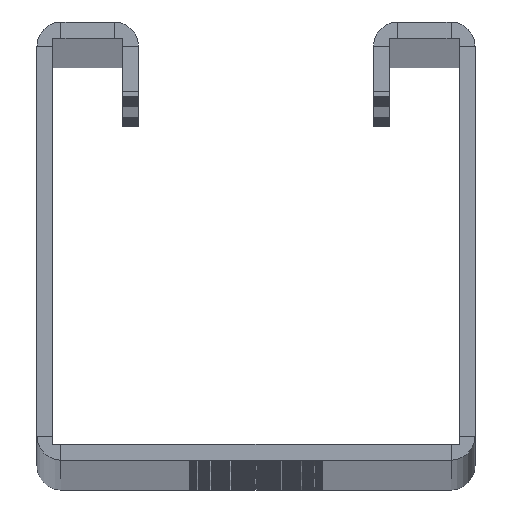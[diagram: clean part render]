
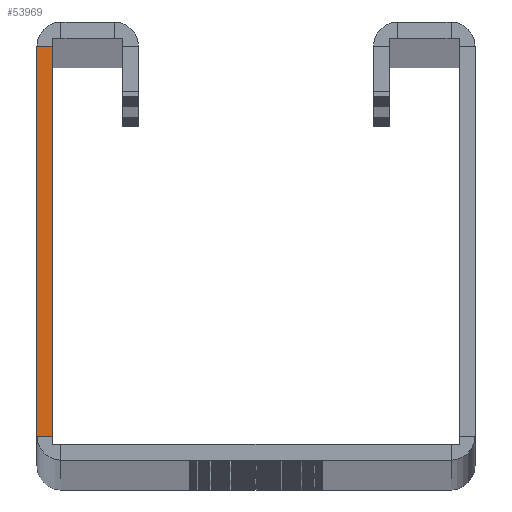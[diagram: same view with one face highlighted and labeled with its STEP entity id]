
A CAD part, top view. The second image highlights one B-rep face of the part: STEP entity #53969.
In plain terms, the highlighted planar face has unit normal (0, 0, 1).
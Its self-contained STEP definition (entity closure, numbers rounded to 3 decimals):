
#53 = CARTESIAN_POINT ( 'NONE',  ( -19., 38.75, 0. ) ) ;
#2172 = EDGE_CURVE ( 'NONE', #10476, #47100, #20350, .T. ) ;
#7677 = EDGE_CURVE ( 'NONE', #61952, #17964, #46420, .T. ) ;
#8627 = CARTESIAN_POINT ( 'NONE',  ( -20.5, 0., 0. ) ) ;
#9291 = DIRECTION ( 'NONE',  ( 0., 1., 0. ) ) ;
#10476 = VERTEX_POINT ( 'NONE', #29408 ) ;
#14075 = CARTESIAN_POINT ( 'NONE',  ( -20.5, 2.25, 0. ) ) ;
#14539 = VECTOR ( 'NONE', #56063, 1000. ) ;
#15244 = CARTESIAN_POINT ( 'NONE',  ( -19., 2.25, 0. ) ) ;
#16986 = CARTESIAN_POINT ( 'NONE',  ( -20.5, 38.75, 0. ) ) ;
#17964 = VERTEX_POINT ( 'NONE', #15244 ) ;
#20350 = LINE ( 'NONE', #53, #59548 ) ;
#21785 = CARTESIAN_POINT ( 'NONE',  ( -20.5, 2.25, 0. ) ) ;
#23117 = EDGE_LOOP ( 'NONE', ( #54721, #26595, #36184, #58609 ) ) ;
#24089 = PLANE ( 'NONE',  #62771 ) ;
#26595 = ORIENTED_EDGE ( 'NONE', *, *, #7677, .T. ) ;
#28585 = VECTOR ( 'NONE', #9291, 1000. ) ;
#29408 = CARTESIAN_POINT ( 'NONE',  ( -19., 38.75, 0. ) ) ;
#33959 = DIRECTION ( 'NONE',  ( 0., 1., 0. ) ) ;
#34728 = EDGE_CURVE ( 'NONE', #61952, #47100, #66672, .T. ) ;
#35151 = FACE_OUTER_BOUND ( 'NONE', #23117, .T. ) ;
#36049 = DIRECTION ( 'NONE',  ( -1., 0., 0. ) ) ;
#36184 = ORIENTED_EDGE ( 'NONE', *, *, #54178, .T. ) ;
#45132 = DIRECTION ( 'NONE',  ( 1., 0., 0. ) ) ;
#46420 = LINE ( 'NONE', #14075, #14539 ) ;
#46597 = LINE ( 'NONE', #66494, #28585 ) ;
#47100 = VERTEX_POINT ( 'NONE', #16986 ) ;
#47187 = VECTOR ( 'NONE', #33959, 1000. ) ;
#50173 = CARTESIAN_POINT ( 'NONE',  ( -18.25, 1.5, 0. ) ) ;
#53969 = ADVANCED_FACE ( 'NONE', ( #35151 ), #24089, .T. ) ;
#54178 = EDGE_CURVE ( 'NONE', #17964, #10476, #46597, .T. ) ;
#54721 = ORIENTED_EDGE ( 'NONE', *, *, #34728, .F. ) ;
#55616 = DIRECTION ( 'NONE',  ( 0., 0., 1. ) ) ;
#56063 = DIRECTION ( 'NONE',  ( 1., 0., 0. ) ) ;
#58609 = ORIENTED_EDGE ( 'NONE', *, *, #2172, .T. ) ;
#59548 = VECTOR ( 'NONE', #36049, 1000. ) ;
#61952 = VERTEX_POINT ( 'NONE', #21785 ) ;
#62771 = AXIS2_PLACEMENT_3D ( 'NONE', #50173, #55616, #45132 ) ;
#66494 = CARTESIAN_POINT ( 'NONE',  ( -19., 0., 0. ) ) ;
#66672 = LINE ( 'NONE', #8627, #47187 ) ;
